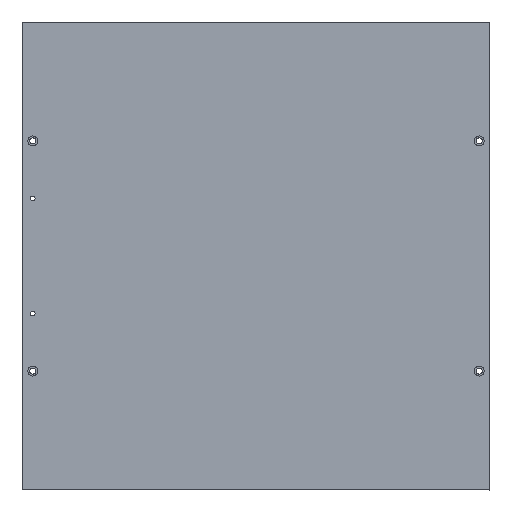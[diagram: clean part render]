
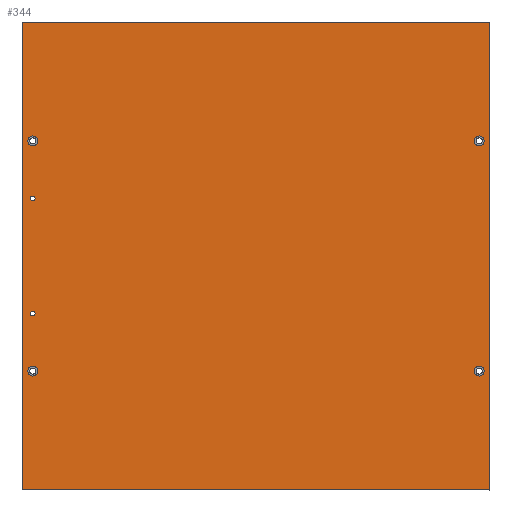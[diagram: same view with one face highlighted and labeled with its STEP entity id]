
A CAD part, top view. The second image highlights one B-rep face of the part: STEP entity #344.
In plain terms, the highlighted planar face has unit normal (0, 0, 1).
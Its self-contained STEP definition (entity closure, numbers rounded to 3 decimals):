
#25=FACE_BOUND('',#91,.T.);
#26=FACE_BOUND('',#92,.T.);
#27=FACE_BOUND('',#93,.T.);
#28=FACE_BOUND('',#94,.T.);
#29=FACE_BOUND('',#95,.T.);
#30=FACE_BOUND('',#96,.T.);
#40=PLANE('',#398);
#60=FACE_OUTER_BOUND('',#90,.T.);
#90=EDGE_LOOP('',(#305,#306,#307,#308));
#91=EDGE_LOOP('',(#309));
#92=EDGE_LOOP('',(#310));
#93=EDGE_LOOP('',(#311));
#94=EDGE_LOOP('',(#312));
#95=EDGE_LOOP('',(#313));
#96=EDGE_LOOP('',(#314));
#103=LINE('',#545,#125);
#115=LINE('',#587,#137);
#117=LINE('',#590,#139);
#118=LINE('',#592,#140);
#125=VECTOR('',#449,48.25);
#137=VECTOR('',#493,48.25);
#139=VECTOR('',#497,254.);
#140=VECTOR('',#500,10.);
#142=CIRCLE('',#361,1.5);
#144=CIRCLE('',#364,1.5);
#146=CIRCLE('',#367,3.25);
#150=CIRCLE('',#374,3.25);
#156=CIRCLE('',#385,3.25);
#159=CIRCLE('',#391,3.25);
#162=VERTEX_POINT('',#507);
#164=VERTEX_POINT('',#513);
#166=VERTEX_POINT('',#519);
#170=VERTEX_POINT('',#532);
#173=VERTEX_POINT('',#543);
#174=VERTEX_POINT('',#544);
#182=VERTEX_POINT('',#564);
#185=VERTEX_POINT('',#575);
#187=VERTEX_POINT('',#584);
#188=VERTEX_POINT('',#586);
#191=EDGE_CURVE('',#162,#162,#142,.T.);
#194=EDGE_CURVE('',#164,#164,#144,.T.);
#197=EDGE_CURVE('',#166,#166,#146,.T.);
#203=EDGE_CURVE('',#170,#170,#150,.T.);
#207=EDGE_CURVE('',#173,#174,#103,.T.);
#218=EDGE_CURVE('',#182,#182,#156,.T.);
#223=EDGE_CURVE('',#185,#185,#159,.T.);
#227=EDGE_CURVE('',#188,#187,#115,.T.);
#229=EDGE_CURVE('',#173,#187,#117,.T.);
#230=EDGE_CURVE('',#188,#174,#118,.T.);
#305=ORIENTED_EDGE('',*,*,#230,.F.);
#306=ORIENTED_EDGE('',*,*,#227,.T.);
#307=ORIENTED_EDGE('',*,*,#229,.F.);
#308=ORIENTED_EDGE('',*,*,#207,.T.);
#309=ORIENTED_EDGE('',*,*,#197,.T.);
#310=ORIENTED_EDGE('',*,*,#203,.T.);
#311=ORIENTED_EDGE('',*,*,#194,.T.);
#312=ORIENTED_EDGE('',*,*,#191,.T.);
#313=ORIENTED_EDGE('',*,*,#223,.T.);
#314=ORIENTED_EDGE('',*,*,#218,.T.);
#344=ADVANCED_FACE('',(#60,#25,#26,#27,#28,#29,#30),#40,.T.);
#361=AXIS2_PLACEMENT_3D('',#509,#406,#407);
#364=AXIS2_PLACEMENT_3D('',#515,#413,#414);
#367=AXIS2_PLACEMENT_3D('',#521,#420,#421);
#374=AXIS2_PLACEMENT_3D('',#534,#436,#437);
#385=AXIS2_PLACEMENT_3D('',#566,#467,#468);
#391=AXIS2_PLACEMENT_3D('',#577,#481,#482);
#398=AXIS2_PLACEMENT_3D('',#593,#501,#502);
#406=DIRECTION('center_axis',(0.,0.,-1.));
#407=DIRECTION('ref_axis',(0.,1.,0.));
#413=DIRECTION('center_axis',(0.,0.,-1.));
#414=DIRECTION('ref_axis',(0.,1.,0.));
#420=DIRECTION('center_axis',(0.,0.,-1.));
#421=DIRECTION('ref_axis',(0.,-1.,0.));
#436=DIRECTION('center_axis',(0.,0.,-1.));
#437=DIRECTION('ref_axis',(0.,-1.,0.));
#449=DIRECTION('',(0.,-1.,0.));
#467=DIRECTION('center_axis',(0.,0.,-1.));
#468=DIRECTION('ref_axis',(0.,1.,0.));
#481=DIRECTION('center_axis',(0.,0.,-1.));
#482=DIRECTION('ref_axis',(0.,1.,0.));
#493=DIRECTION('',(0.,1.,0.));
#497=DIRECTION('',(1.,0.,0.));
#500=DIRECTION('',(-1.,0.,0.));
#501=DIRECTION('center_axis',(0.,0.,1.));
#502=DIRECTION('ref_axis',(1.,0.,0.));
#507=CARTESIAN_POINT('',(6.,88.,8.94));
#509=CARTESIAN_POINT('Origin',(6.,89.5,8.94));
#513=CARTESIAN_POINT('',(6.,163.,8.94));
#515=CARTESIAN_POINT('Origin',(6.,164.5,8.94));
#519=CARTESIAN_POINT('',(6.,55.25,8.94));
#521=CARTESIAN_POINT('Origin',(6.,52.,8.94));
#532=CARTESIAN_POINT('',(6.,205.25,8.94));
#534=CARTESIAN_POINT('Origin',(6.,202.,8.94));
#543=CARTESIAN_POINT('',(-1.,279.5,8.94));
#544=CARTESIAN_POINT('',(-1.,-25.5,8.94));
#545=CARTESIAN_POINT('',(-1.,254.,8.94));
#564=CARTESIAN_POINT('',(297.,198.75,8.94));
#566=CARTESIAN_POINT('Origin',(297.,202.,8.94));
#575=CARTESIAN_POINT('',(297.,48.75,8.94));
#577=CARTESIAN_POINT('Origin',(297.,52.,8.94));
#584=CARTESIAN_POINT('',(304.,279.5,8.94));
#586=CARTESIAN_POINT('',(304.,-25.5,8.94));
#587=CARTESIAN_POINT('',(304.,205.75,8.94));
#590=CARTESIAN_POINT('',(254.,279.5,8.94));
#592=CARTESIAN_POINT('',(127.,-25.5,8.94));
#593=CARTESIAN_POINT('Origin',(177.,127.,8.94));
